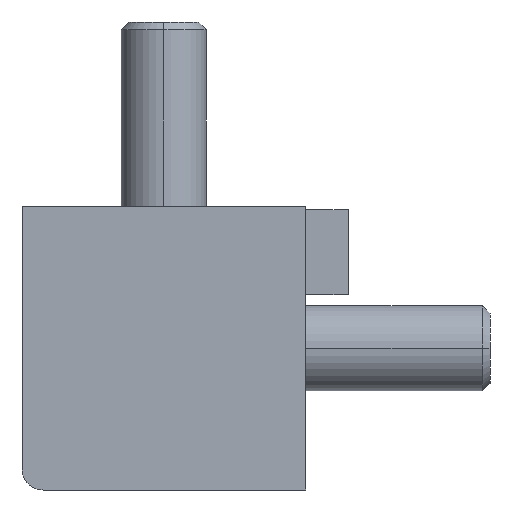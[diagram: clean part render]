
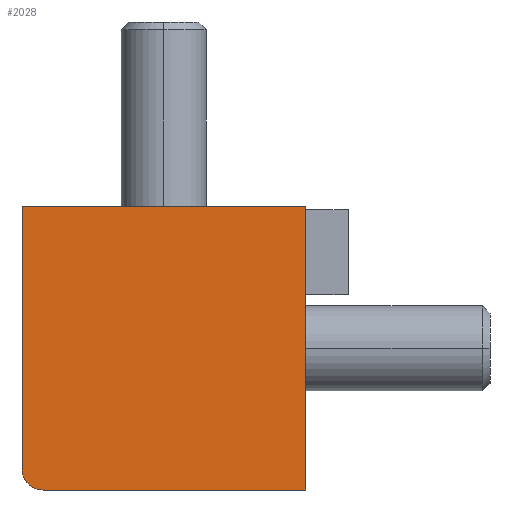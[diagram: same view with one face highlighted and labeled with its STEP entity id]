
A CAD part, left-side view. The second image highlights one B-rep face of the part: STEP entity #2028.
In plain terms, the highlighted planar face has unit normal (-1, 0, 0).
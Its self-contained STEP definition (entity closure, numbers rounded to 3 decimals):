
#8 = VECTOR ( 'NONE', #1913, 1000. ) ;
#50 = DIRECTION ( 'NONE',  ( 0., 0., -1. ) ) ;
#88 = LINE ( 'NONE', #2397, #1078 ) ;
#104 = VERTEX_POINT ( 'NONE', #713 ) ;
#136 = VECTOR ( 'NONE', #2578, 1000. ) ;
#194 = CARTESIAN_POINT ( 'NONE',  ( 0., -20., 20. ) ) ;
#279 = CIRCLE ( 'NONE', #2150, 3. ) ;
#288 = DIRECTION ( 'NONE',  ( 0., 0., -1. ) ) ;
#340 = CARTESIAN_POINT ( 'NONE',  ( 0., 20., -17. ) ) ;
#373 = CARTESIAN_POINT ( 'NONE',  ( 0., 17., -17. ) ) ;
#383 = ORIENTED_EDGE ( 'NONE', *, *, #2804, .F. ) ;
#630 = CARTESIAN_POINT ( 'NONE',  ( 0., 20., -17. ) ) ;
#668 = ORIENTED_EDGE ( 'NONE', *, *, #870, .F. ) ;
#713 = CARTESIAN_POINT ( 'NONE',  ( 0., -20., -20. ) ) ;
#863 = VERTEX_POINT ( 'NONE', #340 ) ;
#870 = EDGE_CURVE ( 'NONE', #2530, #104, #88, .T. ) ;
#1065 = EDGE_CURVE ( 'NONE', #863, #2301, #3221, .T. ) ;
#1078 = VECTOR ( 'NONE', #288, 1000. ) ;
#1114 = EDGE_CURVE ( 'NONE', #2302, #863, #279, .T. ) ;
#1222 = CARTESIAN_POINT ( 'NONE',  ( 0., 17., -20. ) ) ;
#1241 = ORIENTED_EDGE ( 'NONE', *, *, #1114, .F. ) ;
#1347 = ORIENTED_EDGE ( 'NONE', *, *, #1065, .F. ) ;
#1558 = CARTESIAN_POINT ( 'NONE',  ( 0., 17., -17. ) ) ;
#1576 = PLANE ( 'NONE',  #3119 ) ;
#1583 = VECTOR ( 'NONE', #1902, 1000. ) ;
#1609 = ORIENTED_EDGE ( 'NONE', *, *, #1711, .F. ) ;
#1711 = EDGE_CURVE ( 'NONE', #2301, #2530, #3148, .T. ) ;
#1882 = LINE ( 'NONE', #2881, #1583 ) ;
#1902 = DIRECTION ( 'NONE',  ( 0., 1., 0. ) ) ;
#1913 = DIRECTION ( 'NONE',  ( 0., 0., 1. ) ) ;
#2028 = ADVANCED_FACE ( 'NONE', ( #2856 ), #1576, .F. ) ;
#2150 = AXIS2_PLACEMENT_3D ( 'NONE', #373, #2412, #2191 ) ;
#2191 = DIRECTION ( 'NONE',  ( 0., 0., -1. ) ) ;
#2301 = VERTEX_POINT ( 'NONE', #2471 ) ;
#2302 = VERTEX_POINT ( 'NONE', #1222 ) ;
#2371 = EDGE_LOOP ( 'NONE', ( #1241, #383, #668, #1609, #1347 ) ) ;
#2397 = CARTESIAN_POINT ( 'NONE',  ( 0., -20., -17. ) ) ;
#2412 = DIRECTION ( 'NONE',  ( 1., 0., 0. ) ) ;
#2471 = CARTESIAN_POINT ( 'NONE',  ( 0., 20., 20. ) ) ;
#2530 = VERTEX_POINT ( 'NONE', #194 ) ;
#2566 = DIRECTION ( 'NONE',  ( 1., 0., 0. ) ) ;
#2578 = DIRECTION ( 'NONE',  ( 0., -1., 0. ) ) ;
#2631 = CARTESIAN_POINT ( 'NONE',  ( 0., 17., 20. ) ) ;
#2804 = EDGE_CURVE ( 'NONE', #104, #2302, #1882, .T. ) ;
#2856 = FACE_OUTER_BOUND ( 'NONE', #2371, .T. ) ;
#2881 = CARTESIAN_POINT ( 'NONE',  ( 0., 17., -20. ) ) ;
#3119 = AXIS2_PLACEMENT_3D ( 'NONE', #1558, #2566, #50 ) ;
#3148 = LINE ( 'NONE', #2631, #136 ) ;
#3221 = LINE ( 'NONE', #630, #8 ) ;
